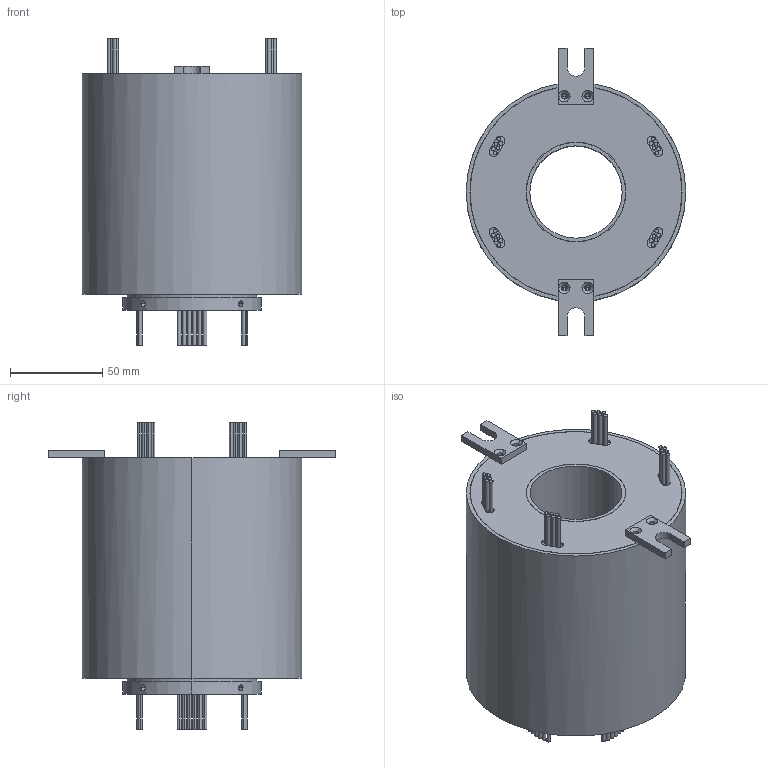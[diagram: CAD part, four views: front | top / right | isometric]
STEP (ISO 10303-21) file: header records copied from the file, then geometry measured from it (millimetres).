
FILE_DESCRIPTION (( 'STEP AP214' ), '1' );
FILE_NAME ('RT50119-P2410.STEP', '2020-07-30T01:06:04', ( 'admin321' ), ( '' ), 'SwSTEP 2.0', 'SolidWorks 2014', '' );
FILE_SCHEMA (( 'AUTOMOTIVE_DESIGN' ));
Length unit declared in the file: millimetre
Products named in the file (1): RT50119-P2410
Bounding box: 119 x 156 x 166.2 mm (x, y, z)
Volume: 1120978.2 mm3; surface area: 101446.5 mm2
Topology: 1 solids, 1 shells, 291 faces, 650 edges, 420 vertices
Faces by surface type: cylinder 176, plane 99, cone 16
Entity records: 8782 total; most frequent: CARTESIAN_POINT 1770, DIRECTION 1566, ORIENTED_EDGE 1284, AXIS2_PLACEMENT_3D 648, EDGE_CURVE 642, VERTEX_POINT 420, EDGE_LOOP 372, CIRCLE 356
